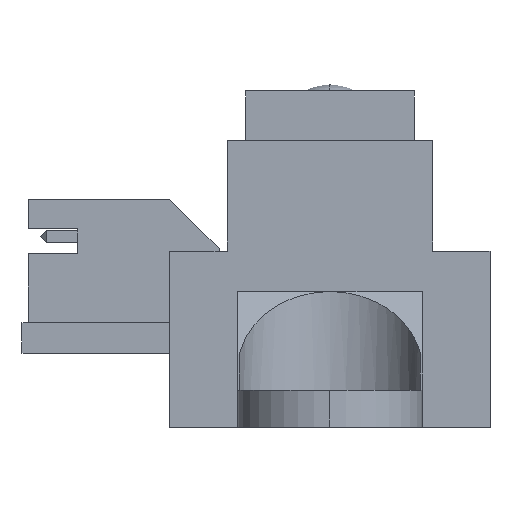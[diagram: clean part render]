
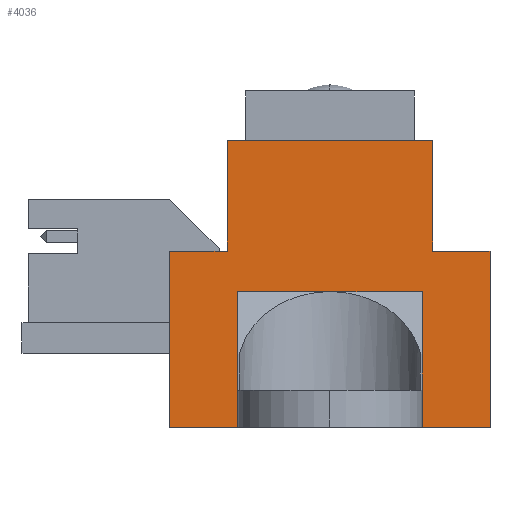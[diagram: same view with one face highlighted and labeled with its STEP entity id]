
A CAD part, left-side view. The second image highlights one B-rep face of the part: STEP entity #4036.
In plain terms, the highlighted planar face has unit normal (-1, 0, 0).
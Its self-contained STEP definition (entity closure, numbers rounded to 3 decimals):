
#222 = DIRECTION ( 'NONE',  ( 0., -1., 0. ) ) ;
#564 = CARTESIAN_POINT ( 'NONE',  ( -14.75, -4.175, 11.65 ) ) ;
#652 = VERTEX_POINT ( 'NONE', #6307 ) ;
#777 = EDGE_CURVE ( 'NONE', #5914, #4992, #4321, .T. ) ;
#863 = ORIENTED_EDGE ( 'NONE', *, *, #7576, .F. ) ;
#865 = EDGE_CURVE ( 'NONE', #5914, #6863, #5748, .T. ) ;
#919 = CARTESIAN_POINT ( 'NONE',  ( -14.75, 6.5, 7.15 ) ) ;
#1012 = DIRECTION ( 'NONE',  ( 1., 0., 0. ) ) ;
#1018 = VERTEX_POINT ( 'NONE', #7963 ) ;
#1148 = VERTEX_POINT ( 'NONE', #3271 ) ;
#1327 = EDGE_CURVE ( 'NONE', #652, #5544, #3188, .T. ) ;
#1433 = VECTOR ( 'NONE', #2272, 1000. ) ;
#1518 = CARTESIAN_POINT ( 'NONE',  ( -14.75, -6.5, 0. ) ) ;
#1605 = LINE ( 'NONE', #1518, #4374 ) ;
#1630 = CARTESIAN_POINT ( 'NONE',  ( -14.75, 3.75, 5.5 ) ) ;
#1880 = CARTESIAN_POINT ( 'NONE',  ( -14.75, -6.5, 7.15 ) ) ;
#2067 = VECTOR ( 'NONE', #8307, 1000. ) ;
#2068 = VECTOR ( 'NONE', #3536, 1000. ) ;
#2081 = ORIENTED_EDGE ( 'NONE', *, *, #2629, .F. ) ;
#2089 = LINE ( 'NONE', #2936, #6501 ) ;
#2272 = DIRECTION ( 'NONE',  ( 0., 0., -1. ) ) ;
#2422 = PLANE ( 'NONE',  #7289 ) ;
#2449 = CARTESIAN_POINT ( 'NONE',  ( -14.75, 0., 5.5 ) ) ;
#2629 = EDGE_CURVE ( 'NONE', #1148, #3043, #9843, .T. ) ;
#2748 = EDGE_CURVE ( 'NONE', #7558, #1018, #5507, .T. ) ;
#2767 = DIRECTION ( 'NONE',  ( 0., -1., 0. ) ) ;
#2781 = VECTOR ( 'NONE', #4456, 1000. ) ;
#2893 = CARTESIAN_POINT ( 'NONE',  ( -14.75, 6.5, 7.15 ) ) ;
#2936 = CARTESIAN_POINT ( 'NONE',  ( -14.75, 3.75, 5.5 ) ) ;
#3043 = VERTEX_POINT ( 'NONE', #8597 ) ;
#3085 = ORIENTED_EDGE ( 'NONE', *, *, #5453, .T. ) ;
#3188 = LINE ( 'NONE', #1630, #9699 ) ;
#3271 = CARTESIAN_POINT ( 'NONE',  ( -14.75, 3.75, 5.5 ) ) ;
#3415 = VECTOR ( 'NONE', #2767, 1000. ) ;
#3455 = ORIENTED_EDGE ( 'NONE', *, *, #4644, .T. ) ;
#3482 = CARTESIAN_POINT ( 'NONE',  ( -14.75, -6.5, 7.15 ) ) ;
#3536 = DIRECTION ( 'NONE',  ( 0., 0., -1. ) ) ;
#3593 = ORIENTED_EDGE ( 'NONE', *, *, #865, .F. ) ;
#3611 = LINE ( 'NONE', #3664, #1433 ) ;
#3653 = LINE ( 'NONE', #5288, #2781 ) ;
#3664 = CARTESIAN_POINT ( 'NONE',  ( -14.75, -4.175, 11.65 ) ) ;
#3830 = ORIENTED_EDGE ( 'NONE', *, *, #777, .T. ) ;
#3917 = FACE_OUTER_BOUND ( 'NONE', #4495, .T. ) ;
#4036 = ADVANCED_FACE ( 'NONE', ( #3917 ), #2422, .F. ) ;
#4068 = DIRECTION ( 'NONE',  ( 0., 0., -1. ) ) ;
#4226 = CARTESIAN_POINT ( 'NONE',  ( -14.75, -6.5, 0. ) ) ;
#4321 = LINE ( 'NONE', #5939, #7247 ) ;
#4365 = VECTOR ( 'NONE', #222, 1000. ) ;
#4374 = VECTOR ( 'NONE', #9828, 1000. ) ;
#4456 = DIRECTION ( 'NONE',  ( 0., 0., -1. ) ) ;
#4495 = EDGE_LOOP ( 'NONE', ( #2081, #863, #5348, #3085, #3455, #8381, #5107, #5565, #3593, #3830, #9120, #9131, #8634 ) ) ;
#4644 = EDGE_CURVE ( 'NONE', #7279, #4846, #9794, .T. ) ;
#4682 = DIRECTION ( 'NONE',  ( 0., 1., 0. ) ) ;
#4720 = VECTOR ( 'NONE', #7852, 1000. ) ;
#4843 = CARTESIAN_POINT ( 'NONE',  ( -14.75, -6.5, 7.15 ) ) ;
#4846 = VERTEX_POINT ( 'NONE', #4226 ) ;
#4860 = DIRECTION ( 'NONE',  ( 0., 0., -1. ) ) ;
#4992 = VERTEX_POINT ( 'NONE', #7124 ) ;
#5107 = ORIENTED_EDGE ( 'NONE', *, *, #5269, .F. ) ;
#5152 = DIRECTION ( 'NONE',  ( 0., -1., 0. ) ) ;
#5269 = EDGE_CURVE ( 'NONE', #6328, #9287, #5737, .T. ) ;
#5288 = CARTESIAN_POINT ( 'NONE',  ( -14.75, -3.75, 1.5 ) ) ;
#5348 = ORIENTED_EDGE ( 'NONE', *, *, #1327, .F. ) ;
#5453 = EDGE_CURVE ( 'NONE', #652, #7279, #3653, .T. ) ;
#5507 = LINE ( 'NONE', #919, #4720 ) ;
#5544 = VERTEX_POINT ( 'NONE', #2449 ) ;
#5548 = CARTESIAN_POINT ( 'NONE',  ( -14.75, -6.5, 7.15 ) ) ;
#5565 = ORIENTED_EDGE ( 'NONE', *, *, #9343, .F. ) ;
#5737 = LINE ( 'NONE', #4843, #3415 ) ;
#5748 = LINE ( 'NONE', #564, #8695 ) ;
#5914 = VERTEX_POINT ( 'NONE', #7906 ) ;
#5939 = CARTESIAN_POINT ( 'NONE',  ( -14.75, 4.175, 11.65 ) ) ;
#6307 = CARTESIAN_POINT ( 'NONE',  ( -14.75, -3.75, 5.5 ) ) ;
#6328 = VERTEX_POINT ( 'NONE', #6860 ) ;
#6501 = VECTOR ( 'NONE', #9696, 1000. ) ;
#6508 = LINE ( 'NONE', #1880, #4365 ) ;
#6651 = EDGE_CURVE ( 'NONE', #7558, #4992, #6508, .T. ) ;
#6752 = CARTESIAN_POINT ( 'NONE',  ( -14.75, -6.5, 0. ) ) ;
#6771 = CARTESIAN_POINT ( 'NONE',  ( -14.75, -3.75, 0. ) ) ;
#6860 = CARTESIAN_POINT ( 'NONE',  ( -14.75, -4.175, 7.15 ) ) ;
#6863 = VERTEX_POINT ( 'NONE', #9129 ) ;
#7072 = EDGE_CURVE ( 'NONE', #1018, #3043, #1605, .T. ) ;
#7124 = CARTESIAN_POINT ( 'NONE',  ( -14.75, 4.175, 7.15 ) ) ;
#7247 = VECTOR ( 'NONE', #9728, 1000. ) ;
#7279 = VERTEX_POINT ( 'NONE', #6771 ) ;
#7289 = AXIS2_PLACEMENT_3D ( 'NONE', #5548, #1012, #4068 ) ;
#7456 = EDGE_CURVE ( 'NONE', #9287, #4846, #8785, .T. ) ;
#7558 = VERTEX_POINT ( 'NONE', #2893 ) ;
#7576 = EDGE_CURVE ( 'NONE', #5544, #1148, #2089, .T. ) ;
#7743 = VECTOR ( 'NONE', #4860, 1000. ) ;
#7852 = DIRECTION ( 'NONE',  ( 0., 0., -1. ) ) ;
#7906 = CARTESIAN_POINT ( 'NONE',  ( -14.75, 4.175, 11.65 ) ) ;
#7963 = CARTESIAN_POINT ( 'NONE',  ( -14.75, 6.5, 0. ) ) ;
#8307 = DIRECTION ( 'NONE',  ( 0., -1., 0. ) ) ;
#8381 = ORIENTED_EDGE ( 'NONE', *, *, #7456, .F. ) ;
#8597 = CARTESIAN_POINT ( 'NONE',  ( -14.75, 3.75, 0. ) ) ;
#8634 = ORIENTED_EDGE ( 'NONE', *, *, #7072, .T. ) ;
#8695 = VECTOR ( 'NONE', #5152, 1000. ) ;
#8785 = LINE ( 'NONE', #3482, #2068 ) ;
#9120 = ORIENTED_EDGE ( 'NONE', *, *, #6651, .F. ) ;
#9129 = CARTESIAN_POINT ( 'NONE',  ( -14.75, -4.175, 11.65 ) ) ;
#9131 = ORIENTED_EDGE ( 'NONE', *, *, #2748, .T. ) ;
#9230 = CARTESIAN_POINT ( 'NONE',  ( -14.75, 3.75, 1.5 ) ) ;
#9287 = VERTEX_POINT ( 'NONE', #9826 ) ;
#9343 = EDGE_CURVE ( 'NONE', #6863, #6328, #3611, .T. ) ;
#9696 = DIRECTION ( 'NONE',  ( 0., 1., 0. ) ) ;
#9699 = VECTOR ( 'NONE', #4682, 1000. ) ;
#9728 = DIRECTION ( 'NONE',  ( 0., 0., -1. ) ) ;
#9794 = LINE ( 'NONE', #6752, #2067 ) ;
#9826 = CARTESIAN_POINT ( 'NONE',  ( -14.75, -6.5, 7.15 ) ) ;
#9828 = DIRECTION ( 'NONE',  ( 0., -1., 0. ) ) ;
#9843 = LINE ( 'NONE', #9230, #7743 ) ;
